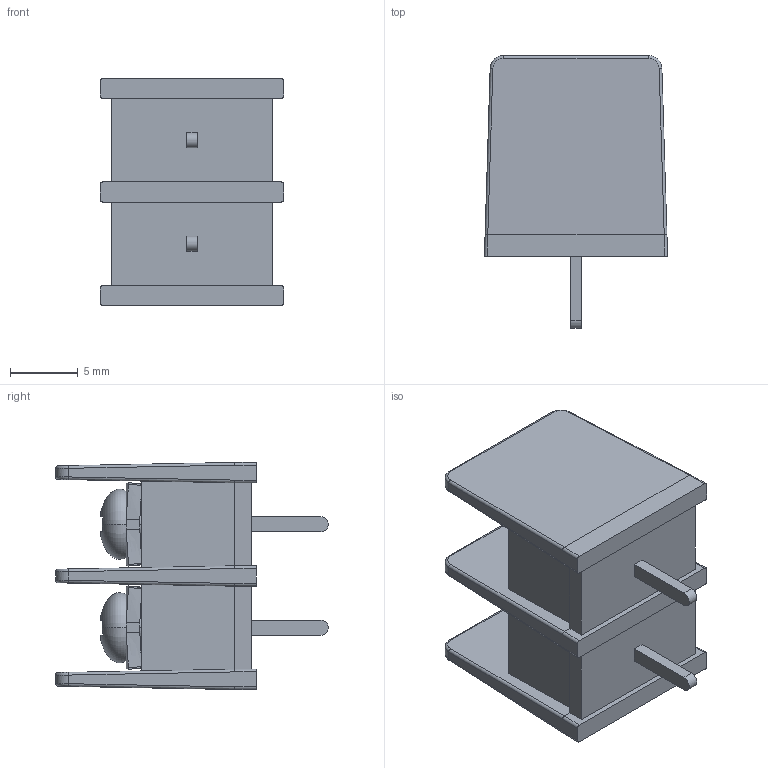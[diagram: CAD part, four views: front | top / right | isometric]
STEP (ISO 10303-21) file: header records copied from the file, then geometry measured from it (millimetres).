
FILE_DESCRIPTION((''),'2;1');
FILE_NAME('11','2020-05-22T',('Administrator'),(''),'PRO/ENGINEER BY PARAMETRIC TECHNOLOGY CORPORATION, 2010280','PRO/ENGINEER BY PARAMETRIC TECHNOLOGY CORPORATION, 2010280','');
FILE_SCHEMA(('CONFIG_CONTROL_DESIGN'));
Length unit declared in the file: millimetre
Products named in the file (1): 11
Bounding box: 13.5 x 20.1 x 16.74 mm (x, y, z)
Volume: 1946.6 mm3; surface area: 2036.7 mm2
Topology: 1 solids, 3 shells, 571 faces, 1423 edges, 858 vertices
Faces by surface type: plane 387, cylinder 86, bspline 69, torus 25, revolution 4
Entity records: 22176 total; most frequent: CARTESIAN_POINT 9389, ORIENTED_EDGE 2830, DIRECTION 2282, EDGE_CURVE 1415, VECTOR 948, LINE 948, VERTEX_POINT 858, AXIS2_PLACEMENT_3D 665
